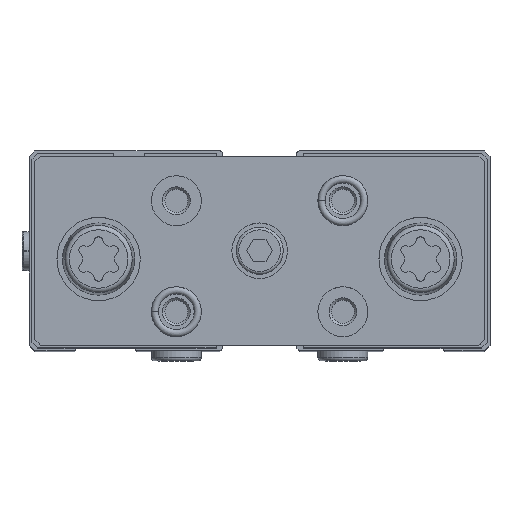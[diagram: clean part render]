
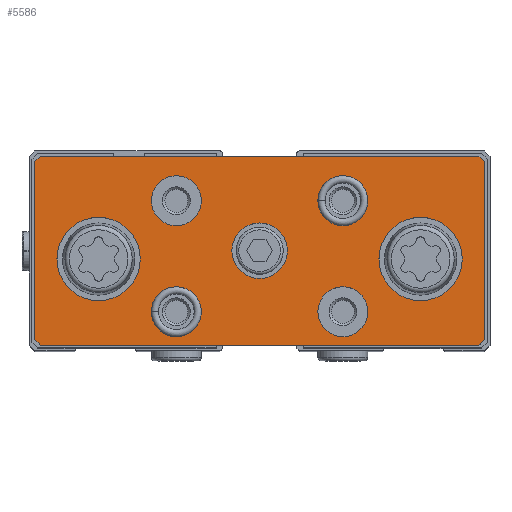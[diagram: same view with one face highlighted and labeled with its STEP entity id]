
A CAD part, top view. The second image highlights one B-rep face of the part: STEP entity #5586.
In plain terms, the highlighted face is planar.
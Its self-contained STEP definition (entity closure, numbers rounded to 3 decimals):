
#471=CIRCLE('',#6196,5.);
#472=CIRCLE('',#6197,7.5);
#473=CIRCLE('',#6198,7.5);
#474=CIRCLE('',#6199,4.5);
#475=CIRCLE('',#6200,4.5);
#476=CIRCLE('',#6201,4.5);
#477=CIRCLE('',#6202,4.5);
#1638=ORIENTED_EDGE('',*,*,#2576,.F.);
#1639=ORIENTED_EDGE('',*,*,#2577,.F.);
#1640=ORIENTED_EDGE('',*,*,#2578,.F.);
#1641=ORIENTED_EDGE('',*,*,#2579,.F.);
#1642=ORIENTED_EDGE('',*,*,#2580,.F.);
#1643=ORIENTED_EDGE('',*,*,#2581,.F.);
#1644=ORIENTED_EDGE('',*,*,#2582,.F.);
#1645=ORIENTED_EDGE('',*,*,#2541,.T.);
#1646=ORIENTED_EDGE('',*,*,#2545,.T.);
#1647=ORIENTED_EDGE('',*,*,#2550,.T.);
#1648=ORIENTED_EDGE('',*,*,#2553,.T.);
#1649=ORIENTED_EDGE('',*,*,#2556,.T.);
#1650=ORIENTED_EDGE('',*,*,#2559,.T.);
#1651=ORIENTED_EDGE('',*,*,#2564,.T.);
#1652=ORIENTED_EDGE('',*,*,#2567,.T.);
#2541=EDGE_CURVE('',#3132,#3133,#3611,.T.);
#2545=EDGE_CURVE('',#3133,#3136,#3615,.T.);
#2550=EDGE_CURVE('',#3136,#3140,#3618,.T.);
#2553=EDGE_CURVE('',#3140,#3142,#3621,.T.);
#2556=EDGE_CURVE('',#3142,#3144,#3624,.T.);
#2559=EDGE_CURVE('',#3144,#3146,#3627,.T.);
#2564=EDGE_CURVE('',#3146,#3150,#3630,.T.);
#2567=EDGE_CURVE('',#3150,#3132,#3633,.T.);
#2576=EDGE_CURVE('',#3159,#3159,#471,.T.);
#2577=EDGE_CURVE('',#3160,#3160,#472,.T.);
#2578=EDGE_CURVE('',#3161,#3161,#473,.T.);
#2579=EDGE_CURVE('',#3162,#3162,#474,.T.);
#2580=EDGE_CURVE('',#3163,#3163,#475,.T.);
#2581=EDGE_CURVE('',#3164,#3164,#476,.T.);
#2582=EDGE_CURVE('',#3165,#3165,#477,.T.);
#3132=VERTEX_POINT('',#9312);
#3133=VERTEX_POINT('',#9313);
#3136=VERTEX_POINT('',#9321);
#3140=VERTEX_POINT('',#9331);
#3142=VERTEX_POINT('',#9337);
#3144=VERTEX_POINT('',#9343);
#3146=VERTEX_POINT('',#9349);
#3150=VERTEX_POINT('',#9359);
#3159=VERTEX_POINT('',#9383);
#3160=VERTEX_POINT('',#9385);
#3161=VERTEX_POINT('',#9387);
#3162=VERTEX_POINT('',#9389);
#3163=VERTEX_POINT('',#9391);
#3164=VERTEX_POINT('',#9393);
#3165=VERTEX_POINT('',#9395);
#3611=LINE('',#9311,#4029);
#3615=LINE('',#9320,#4033);
#3618=LINE('',#9330,#4036);
#3621=LINE('',#9336,#4039);
#3624=LINE('',#9342,#4042);
#3627=LINE('',#9348,#4045);
#3630=LINE('',#9358,#4048);
#3633=LINE('',#9364,#4051);
#4029=VECTOR('',#7569,1000.);
#4033=VECTOR('',#7575,1000.);
#4036=VECTOR('',#7584,1000.);
#4039=VECTOR('',#7589,1000.);
#4042=VECTOR('',#7594,1000.);
#4045=VECTOR('',#7599,1000.);
#4048=VECTOR('',#7608,1000.);
#4051=VECTOR('',#7613,1000.);
#4461=EDGE_LOOP('',(#1638));
#4462=EDGE_LOOP('',(#1639));
#4463=EDGE_LOOP('',(#1640));
#4464=EDGE_LOOP('',(#1641));
#4465=EDGE_LOOP('',(#1642));
#4466=EDGE_LOOP('',(#1643));
#4467=EDGE_LOOP('',(#1644));
#4468=EDGE_LOOP('',(#1645,#1646,#1647,#1648,#1649,#1650,#1651,#1652));
#4989=FACE_BOUND('',#4461,.T.);
#4990=FACE_BOUND('',#4462,.T.);
#4991=FACE_BOUND('',#4463,.T.);
#4992=FACE_BOUND('',#4464,.T.);
#4993=FACE_BOUND('',#4465,.T.);
#4994=FACE_BOUND('',#4466,.T.);
#4995=FACE_BOUND('',#4467,.T.);
#4996=FACE_BOUND('',#4468,.T.);
#5315=PLANE('',#6195);
#5586=ADVANCED_FACE('',(#4989,#4990,#4991,#4992,#4993,#4994,#4995,#4996),
#5315,.T.);
#6195=AXIS2_PLACEMENT_3D('',#9381,#7631,#7632);
#6196=AXIS2_PLACEMENT_3D('',#9382,#7633,#7634);
#6197=AXIS2_PLACEMENT_3D('',#9384,#7635,#7636);
#6198=AXIS2_PLACEMENT_3D('',#9386,#7637,#7638);
#6199=AXIS2_PLACEMENT_3D('',#9388,#7639,#7640);
#6200=AXIS2_PLACEMENT_3D('',#9390,#7641,#7642);
#6201=AXIS2_PLACEMENT_3D('',#9392,#7643,#7644);
#6202=AXIS2_PLACEMENT_3D('',#9394,#7645,#7646);
#7569=DIRECTION('',(0.,-1.,0.));
#7575=DIRECTION('',(0.,-0.707,-0.707));
#7584=DIRECTION('',(0.,0.,-1.));
#7589=DIRECTION('',(0.,0.707,-0.707));
#7594=DIRECTION('',(0.,1.,0.));
#7599=DIRECTION('',(0.,0.707,0.707));
#7608=DIRECTION('',(0.,0.,1.));
#7613=DIRECTION('',(0.,-0.707,0.707));
#7631=DIRECTION('',(1.,0.,0.));
#7632=DIRECTION('',(0.,0.,-1.));
#7633=DIRECTION('',(1.,0.,0.));
#7634=DIRECTION('',(0.,0.,-1.));
#7635=DIRECTION('',(1.,0.,0.));
#7636=DIRECTION('',(0.,0.,-1.));
#7637=DIRECTION('',(1.,0.,0.));
#7638=DIRECTION('',(0.,0.,-1.));
#7639=DIRECTION('',(1.,0.,0.));
#7640=DIRECTION('',(0.,0.,-1.));
#7641=DIRECTION('',(1.,0.,0.));
#7642=DIRECTION('',(0.,0.,-1.));
#7643=DIRECTION('',(1.,0.,0.));
#7644=DIRECTION('',(0.,0.,-1.));
#7645=DIRECTION('',(1.,0.,0.));
#7646=DIRECTION('',(0.,0.,-1.));
#9311=CARTESIAN_POINT('',(14.,16.,40.5));
#9312=CARTESIAN_POINT('',(14.,16.,40.5));
#9313=CARTESIAN_POINT('',(14.,-16.,40.5));
#9320=CARTESIAN_POINT('',(14.,-16.,40.5));
#9321=CARTESIAN_POINT('',(14.,-17.,39.5));
#9330=CARTESIAN_POINT('',(14.,-17.,39.5));
#9331=CARTESIAN_POINT('',(14.,-17.,-39.5));
#9336=CARTESIAN_POINT('',(14.,-17.,-39.5));
#9337=CARTESIAN_POINT('',(14.,-16.,-40.5));
#9342=CARTESIAN_POINT('',(14.,-16.,-40.5));
#9343=CARTESIAN_POINT('',(14.,16.,-40.5));
#9348=CARTESIAN_POINT('',(14.,16.,-40.5));
#9349=CARTESIAN_POINT('',(14.,17.,-39.5));
#9358=CARTESIAN_POINT('',(14.,17.,-39.5));
#9359=CARTESIAN_POINT('',(14.,17.,39.5));
#9364=CARTESIAN_POINT('',(14.,17.,39.5));
#9381=CARTESIAN_POINT('',(14.,0.,0.));
#9382=CARTESIAN_POINT('',(14.,0.,0.));
#9383=CARTESIAN_POINT('',(14.,0.,-5.));
#9384=CARTESIAN_POINT('',(14.,-1.5,-29.));
#9385=CARTESIAN_POINT('',(14.,-1.5,-36.5));
#9386=CARTESIAN_POINT('',(14.,-1.5,29.));
#9387=CARTESIAN_POINT('',(14.,-1.5,21.5));
#9388=CARTESIAN_POINT('',(14.,9.,-15.));
#9389=CARTESIAN_POINT('',(14.,9.,-19.5));
#9390=CARTESIAN_POINT('',(14.,9.,15.));
#9391=CARTESIAN_POINT('',(14.,9.,10.5));
#9392=CARTESIAN_POINT('',(14.,-11.,-15.));
#9393=CARTESIAN_POINT('',(14.,-11.,-19.5));
#9394=CARTESIAN_POINT('',(14.,-11.,15.));
#9395=CARTESIAN_POINT('',(14.,-11.,10.5));
